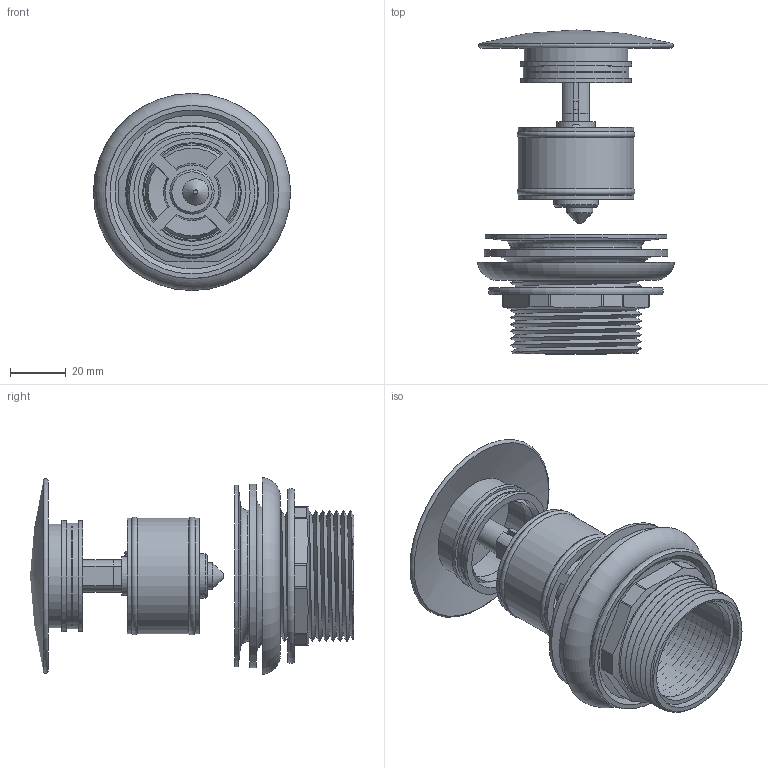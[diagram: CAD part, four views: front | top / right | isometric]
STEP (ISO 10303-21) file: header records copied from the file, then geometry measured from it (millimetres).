
FILE_DESCRIPTION(/* description */ (''),/* implementation_level */ '2;1');
FILE_NAME(/* name */ 'XB-1063',/* time_stamp */ '2023-06-28T14:30:32+08:00',/* author */ (''),/* organization */ (''),/* preprocessor_version */ 'ST-DEVELOPER v9',/* originating_system */ 'EDS PLM SOLUTIONS - UNIGRAPHICS NX 2.0',/* authorisation */ '');
FILE_SCHEMA (('CONFIG_CONTROL_DESIGN'));
Length unit declared in the file: millimetre
Products named in the file (1): Admi0A93uq16
Bounding box: 71 x 116.69 x 71 mm (x, y, z)
Volume: 41123.8 mm3; surface area: 66867.9 mm2
Topology: 11 solids, 12 shells, 179 faces, 437 edges, 294 vertices
Faces by surface type: plane 87, cylinder 56, cone 21, torus 10, sphere 3, bspline 2
Full cylindrical faces by diameter (mm): 3 x1, 5 x1, 5.8 x1, 6.8 x1, 8 x1, 9.5 x1, 10 x1, 12 x1, 13.5 x1, 14 x1, 14.5 x1, 16 x1, 17 x1, 31.5 x1, 34.8 x1, 36.8 x1, 37.4 x1, 38 x2, 38.2 x2, 38.6 x1, 40 x2, 41.6 x3, 41.9 x1, 42.3 x1, 43.4 x1, 45.45 x1, 47 x1, 47.3 x1, 65.5 x1, 66 x1
Entity records: 6946 total; most frequent: CARTESIAN_POINT 3208, DIRECTION 732, ORIENTED_EDGE 650, EDGE_CURVE 325, AXIS2_PLACEMENT_3D 307, EDGE_LOOP 277, VERTEX_POINT 251, ADVANCED_FACE 179
